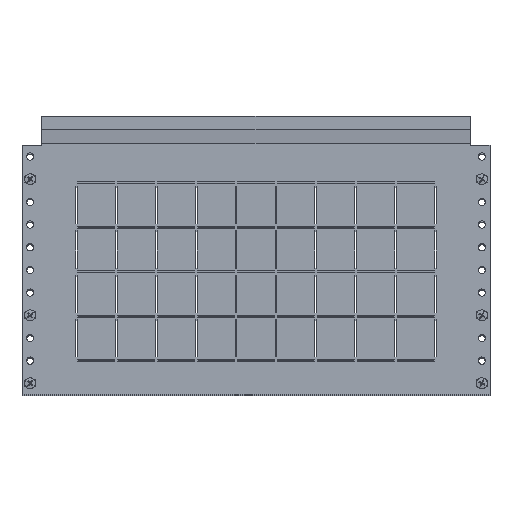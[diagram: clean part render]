
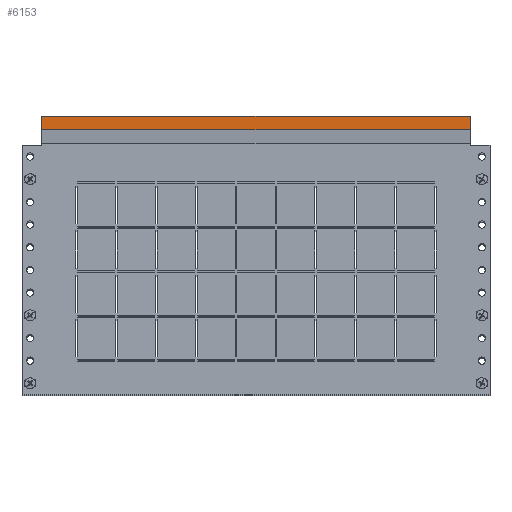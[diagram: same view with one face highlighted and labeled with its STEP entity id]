
A CAD part, top view. The second image highlights one B-rep face of the part: STEP entity #6153.
In plain terms, the highlighted planar face has unit normal (0, 0, 1).
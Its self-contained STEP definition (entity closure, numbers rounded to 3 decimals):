
#456 = AXIS2_PLACEMENT_3D ( 'NONE', #7912, #7748, #11691 ) ;
#1515 = CARTESIAN_POINT ( 'NONE',  ( 236., 0., 1.2 ) ) ;
#2312 = VECTOR ( 'NONE', #14486, 1000. ) ;
#2755 = FACE_OUTER_BOUND ( 'NONE', #8284, .T. ) ;
#2870 = CARTESIAN_POINT ( 'NONE',  ( -236., 0., 1.2 ) ) ;
#3509 = VERTEX_POINT ( 'NONE', #4022 ) ;
#3871 = VECTOR ( 'NONE', #4846, 1000. ) ;
#4022 = CARTESIAN_POINT ( 'NONE',  ( 236., -14.948, 1.2 ) ) ;
#4047 = DIRECTION ( 'NONE',  ( -1., 0., 0. ) ) ;
#4367 = VECTOR ( 'NONE', #7278, 1000. ) ;
#4846 = DIRECTION ( 'NONE',  ( -1., 0., 0. ) ) ;
#5673 = VERTEX_POINT ( 'NONE', #1515 ) ;
#5909 = CARTESIAN_POINT ( 'NONE',  ( -236., -14.948, 1.2 ) ) ;
#6153 = ADVANCED_FACE ( 'NONE', ( #2755 ), #7797, .F. ) ;
#6567 = EDGE_CURVE ( 'NONE', #5673, #3509, #15058, .T. ) ;
#7208 = VECTOR ( 'NONE', #4047, 1000. ) ;
#7242 = ORIENTED_EDGE ( 'NONE', *, *, #8606, .T. ) ;
#7278 = DIRECTION ( 'NONE',  ( 0., -1., 0. ) ) ;
#7539 = EDGE_CURVE ( 'NONE', #14444, #8074, #9603, .T. ) ;
#7614 = LINE ( 'NONE', #14302, #7208 ) ;
#7748 = DIRECTION ( 'NONE',  ( 0., 0., -1. ) ) ;
#7797 = PLANE ( 'NONE',  #456 ) ;
#7912 = CARTESIAN_POINT ( 'NONE',  ( 258., 0., 1.2 ) ) ;
#8074 = VERTEX_POINT ( 'NONE', #14031 ) ;
#8284 = EDGE_LOOP ( 'NONE', ( #7242, #15520, #10895, #10702 ) ) ;
#8606 = EDGE_CURVE ( 'NONE', #5673, #8074, #14772, .T. ) ;
#8789 = CARTESIAN_POINT ( 'NONE',  ( 258., 0., 1.2 ) ) ;
#9603 = LINE ( 'NONE', #2870, #2312 ) ;
#10702 = ORIENTED_EDGE ( 'NONE', *, *, #6567, .F. ) ;
#10895 = ORIENTED_EDGE ( 'NONE', *, *, #11962, .F. ) ;
#11691 = DIRECTION ( 'NONE',  ( 0., 1., 0. ) ) ;
#11962 = EDGE_CURVE ( 'NONE', #3509, #14444, #7614, .T. ) ;
#12482 = CARTESIAN_POINT ( 'NONE',  ( 236., 0., 1.2 ) ) ;
#14031 = CARTESIAN_POINT ( 'NONE',  ( -236., 0., 1.2 ) ) ;
#14302 = CARTESIAN_POINT ( 'NONE',  ( 258., -14.948, 1.2 ) ) ;
#14444 = VERTEX_POINT ( 'NONE', #5909 ) ;
#14486 = DIRECTION ( 'NONE',  ( 0., 1., 0. ) ) ;
#14772 = LINE ( 'NONE', #8789, #3871 ) ;
#15058 = LINE ( 'NONE', #12482, #4367 ) ;
#15520 = ORIENTED_EDGE ( 'NONE', *, *, #7539, .F. ) ;
